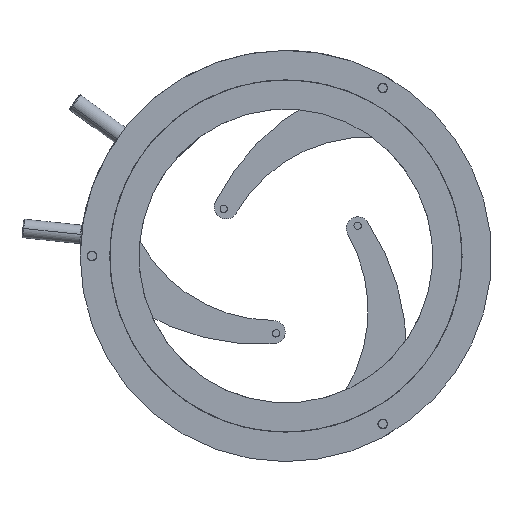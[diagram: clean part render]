
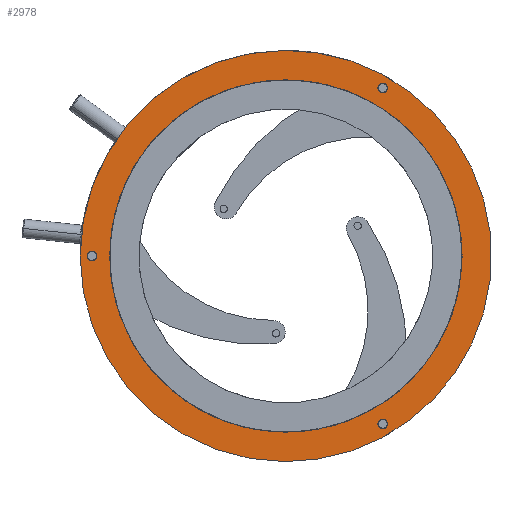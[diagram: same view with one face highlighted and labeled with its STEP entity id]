
A CAD part, left-side view. The second image highlights one B-rep face of the part: STEP entity #2978.
In plain terms, the highlighted planar face has unit normal (-1, 0, 0).
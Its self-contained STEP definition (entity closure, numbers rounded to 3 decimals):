
#53 = CARTESIAN_POINT ( 'NONE',  ( 0., -33., -57.158 ) ) ;
#86 = DIRECTION ( 'NONE',  ( 1., 0., 0. ) ) ;
#158 = ORIENTED_EDGE ( 'NONE', *, *, #8133, .T. ) ;
#180 = ORIENTED_EDGE ( 'NONE', *, *, #2821, .F. ) ;
#437 = DIRECTION ( 'NONE',  ( 0., 0., -1. ) ) ;
#445 = ORIENTED_EDGE ( 'NONE', *, *, #6180, .F. ) ;
#607 = VERTEX_POINT ( 'NONE', #7942 ) ;
#784 = DIRECTION ( 'NONE',  ( 0., 0., 1. ) ) ;
#837 = EDGE_CURVE ( 'NONE', #4094, #5855, #8764, .T. ) ;
#843 = CIRCLE ( 'NONE', #3628, 70. ) ;
#934 = FACE_BOUND ( 'NONE', #7386, .T. ) ;
#1023 = DIRECTION ( 'NONE',  ( 0., 0., 1. ) ) ;
#1038 = EDGE_LOOP ( 'NONE', ( #3960, #3001 ) ) ;
#1101 = EDGE_LOOP ( 'NONE', ( #180, #7533 ) ) ;
#1184 = PLANE ( 'NONE',  #3326 ) ;
#1373 = CIRCLE ( 'NONE', #3940, 1.65 ) ;
#1392 = CARTESIAN_POINT ( 'NONE',  ( 0., 0., 0. ) ) ;
#1440 = CARTESIAN_POINT ( 'NONE',  ( 0., 66., 0. ) ) ;
#1585 = CARTESIAN_POINT ( 'NONE',  ( 0., -33., -58.808 ) ) ;
#1740 = CARTESIAN_POINT ( 'NONE',  ( 0., -69.5, -8.352 ) ) ;
#1746 = EDGE_CURVE ( 'NONE', #3218, #5539, #8616, .T. ) ;
#1785 = CARTESIAN_POINT ( 'NONE',  ( 0., 0., 0. ) ) ;
#1820 = EDGE_CURVE ( 'NONE', #607, #7669, #6436, .T. ) ;
#2039 = VECTOR ( 'NONE', #3957, 1000. ) ;
#2134 = VERTEX_POINT ( 'NONE', #6456 ) ;
#2163 = EDGE_CURVE ( 'NONE', #7669, #607, #2284, .T. ) ;
#2282 = EDGE_LOOP ( 'NONE', ( #6461, #3285 ) ) ;
#2284 = CIRCLE ( 'NONE', #8695, 1.65 ) ;
#2369 = DIRECTION ( 'NONE',  ( -1., 0., 0. ) ) ;
#2424 = DIRECTION ( 'NONE',  ( 1., 0., 0. ) ) ;
#2464 = VERTEX_POINT ( 'NONE', #8960 ) ;
#2479 = CARTESIAN_POINT ( 'NONE',  ( 0., -33., 57.158 ) ) ;
#2522 = DIRECTION ( 'NONE',  ( 0., 0., 1. ) ) ;
#2544 = VERTEX_POINT ( 'NONE', #7564 ) ;
#2583 = CARTESIAN_POINT ( 'NONE',  ( 0., -33., 57.158 ) ) ;
#2757 = CARTESIAN_POINT ( 'NONE',  ( 0., -33., -55.508 ) ) ;
#2808 = FACE_BOUND ( 'NONE', #2282, .T. ) ;
#2821 = EDGE_CURVE ( 'NONE', #2134, #2544, #5571, .T. ) ;
#2860 = DIRECTION ( 'NONE',  ( 1., 0., 0. ) ) ;
#2942 = DIRECTION ( 'NONE',  ( -1., 0., 0. ) ) ;
#2978 = ADVANCED_FACE ( 'NONE', ( #934, #2808, #6407, #6734, #8155 ), #1184, .F. ) ;
#3001 = ORIENTED_EDGE ( 'NONE', *, *, #2163, .T. ) ;
#3218 = VERTEX_POINT ( 'NONE', #3510 ) ;
#3285 = ORIENTED_EDGE ( 'NONE', *, *, #6544, .T. ) ;
#3326 = AXIS2_PLACEMENT_3D ( 'NONE', #6076, #7456, #5340 ) ;
#3327 = CARTESIAN_POINT ( 'NONE',  ( 0., 0., 0. ) ) ;
#3510 = CARTESIAN_POINT ( 'NONE',  ( 0., 0., 70. ) ) ;
#3559 = DIRECTION ( 'NONE',  ( 0., 0., -1. ) ) ;
#3628 = AXIS2_PLACEMENT_3D ( 'NONE', #1785, #2369, #6603 ) ;
#3629 = DIRECTION ( 'NONE',  ( 0., 0., 1. ) ) ;
#3786 = CARTESIAN_POINT ( 'NONE',  ( 0., 0., -70. ) ) ;
#3826 = CARTESIAN_POINT ( 'NONE',  ( 0., 66., 0. ) ) ;
#3864 = ORIENTED_EDGE ( 'NONE', *, *, #5015, .T. ) ;
#3940 = AXIS2_PLACEMENT_3D ( 'NONE', #2479, #8094, #7294 ) ;
#3957 = DIRECTION ( 'NONE',  ( 0., 0., -1. ) ) ;
#3960 = ORIENTED_EDGE ( 'NONE', *, *, #1820, .T. ) ;
#3988 = AXIS2_PLACEMENT_3D ( 'NONE', #3327, #4677, #2522 ) ;
#4007 = DIRECTION ( 'NONE',  ( 1., 0., 0. ) ) ;
#4094 = VERTEX_POINT ( 'NONE', #1585 ) ;
#4243 = DIRECTION ( 'NONE',  ( 1., 0., 0. ) ) ;
#4279 = DIRECTION ( 'NONE',  ( -1., 0., 0. ) ) ;
#4380 = CARTESIAN_POINT ( 'NONE',  ( 0., -33., 55.508 ) ) ;
#4390 = VERTEX_POINT ( 'NONE', #8823 ) ;
#4677 = DIRECTION ( 'NONE',  ( -1., 0., 0. ) ) ;
#4795 = AXIS2_PLACEMENT_3D ( 'NONE', #7735, #2942, #3629 ) ;
#4818 = CIRCLE ( 'NONE', #6170, 1.65 ) ;
#4918 = ORIENTED_EDGE ( 'NONE', *, *, #5665, .T. ) ;
#4978 = DIRECTION ( 'NONE',  ( 0., 0., -1. ) ) ;
#5015 = EDGE_CURVE ( 'NONE', #4390, #3218, #843, .T. ) ;
#5062 = ORIENTED_EDGE ( 'NONE', *, *, #7396, .T. ) ;
#5080 = CIRCLE ( 'NONE', #7107, 1.65 ) ;
#5205 = AXIS2_PLACEMENT_3D ( 'NONE', #6254, #4243, #5631 ) ;
#5340 = DIRECTION ( 'NONE',  ( 0., 0., -1. ) ) ;
#5539 = VERTEX_POINT ( 'NONE', #3786 ) ;
#5571 = CIRCLE ( 'NONE', #5690, 60. ) ;
#5631 = DIRECTION ( 'NONE',  ( 0., 0., -1. ) ) ;
#5665 = EDGE_CURVE ( 'NONE', #8652, #2464, #1373, .T. ) ;
#5690 = AXIS2_PLACEMENT_3D ( 'NONE', #6596, #6566, #1023 ) ;
#5855 = VERTEX_POINT ( 'NONE', #2757 ) ;
#6076 = CARTESIAN_POINT ( 'NONE',  ( 0., 60., 0. ) ) ;
#6170 = AXIS2_PLACEMENT_3D ( 'NONE', #2583, #4007, #437 ) ;
#6180 = EDGE_CURVE ( 'NONE', #4390, #8360, #7374, .T. ) ;
#6196 = AXIS2_PLACEMENT_3D ( 'NONE', #3826, #2424, #7233 ) ;
#6254 = CARTESIAN_POINT ( 'NONE',  ( 0., -33., -57.158 ) ) ;
#6407 = FACE_BOUND ( 'NONE', #1038, .T. ) ;
#6436 = CIRCLE ( 'NONE', #6196, 1.65 ) ;
#6456 = CARTESIAN_POINT ( 'NONE',  ( 0., 0., 60. ) ) ;
#6461 = ORIENTED_EDGE ( 'NONE', *, *, #837, .T. ) ;
#6507 = EDGE_LOOP ( 'NONE', ( #3864, #7892, #158, #445 ) ) ;
#6544 = EDGE_CURVE ( 'NONE', #5855, #4094, #5080, .T. ) ;
#6566 = DIRECTION ( 'NONE',  ( -1., 0., 0. ) ) ;
#6596 = CARTESIAN_POINT ( 'NONE',  ( 0., 0., 0. ) ) ;
#6603 = DIRECTION ( 'NONE',  ( 0., 0., 1. ) ) ;
#6734 = FACE_BOUND ( 'NONE', #1101, .T. ) ;
#6736 = CARTESIAN_POINT ( 'NONE',  ( 0., -69.5, 49.186 ) ) ;
#7107 = AXIS2_PLACEMENT_3D ( 'NONE', #53, #86, #4978 ) ;
#7207 = CIRCLE ( 'NONE', #3988, 60. ) ;
#7233 = DIRECTION ( 'NONE',  ( 0., 0., -1. ) ) ;
#7294 = DIRECTION ( 'NONE',  ( 0., 0., -1. ) ) ;
#7374 = LINE ( 'NONE', #6736, #2039 ) ;
#7386 = EDGE_LOOP ( 'NONE', ( #4918, #5062 ) ) ;
#7396 = EDGE_CURVE ( 'NONE', #2464, #8652, #4818, .T. ) ;
#7456 = DIRECTION ( 'NONE',  ( 1., 0., 0. ) ) ;
#7533 = ORIENTED_EDGE ( 'NONE', *, *, #7889, .F. ) ;
#7564 = CARTESIAN_POINT ( 'NONE',  ( 0., 0., -60. ) ) ;
#7669 = VERTEX_POINT ( 'NONE', #8456 ) ;
#7735 = CARTESIAN_POINT ( 'NONE',  ( 0., 0., 0. ) ) ;
#7889 = EDGE_CURVE ( 'NONE', #2544, #2134, #7207, .T. ) ;
#7892 = ORIENTED_EDGE ( 'NONE', *, *, #1746, .T. ) ;
#7904 = AXIS2_PLACEMENT_3D ( 'NONE', #1392, #4279, #784 ) ;
#7942 = CARTESIAN_POINT ( 'NONE',  ( 0., 66., -1.65 ) ) ;
#8094 = DIRECTION ( 'NONE',  ( 1., 0., 0. ) ) ;
#8133 = EDGE_CURVE ( 'NONE', #5539, #8360, #8183, .T. ) ;
#8155 = FACE_OUTER_BOUND ( 'NONE', #6507, .T. ) ;
#8183 = CIRCLE ( 'NONE', #7904, 70. ) ;
#8360 = VERTEX_POINT ( 'NONE', #1740 ) ;
#8456 = CARTESIAN_POINT ( 'NONE',  ( 0., 66., 1.65 ) ) ;
#8616 = CIRCLE ( 'NONE', #4795, 70. ) ;
#8652 = VERTEX_POINT ( 'NONE', #4380 ) ;
#8695 = AXIS2_PLACEMENT_3D ( 'NONE', #1440, #2860, #3559 ) ;
#8764 = CIRCLE ( 'NONE', #5205, 1.65 ) ;
#8823 = CARTESIAN_POINT ( 'NONE',  ( 0., -69.5, 8.352 ) ) ;
#8960 = CARTESIAN_POINT ( 'NONE',  ( 0., -33., 58.808 ) ) ;
